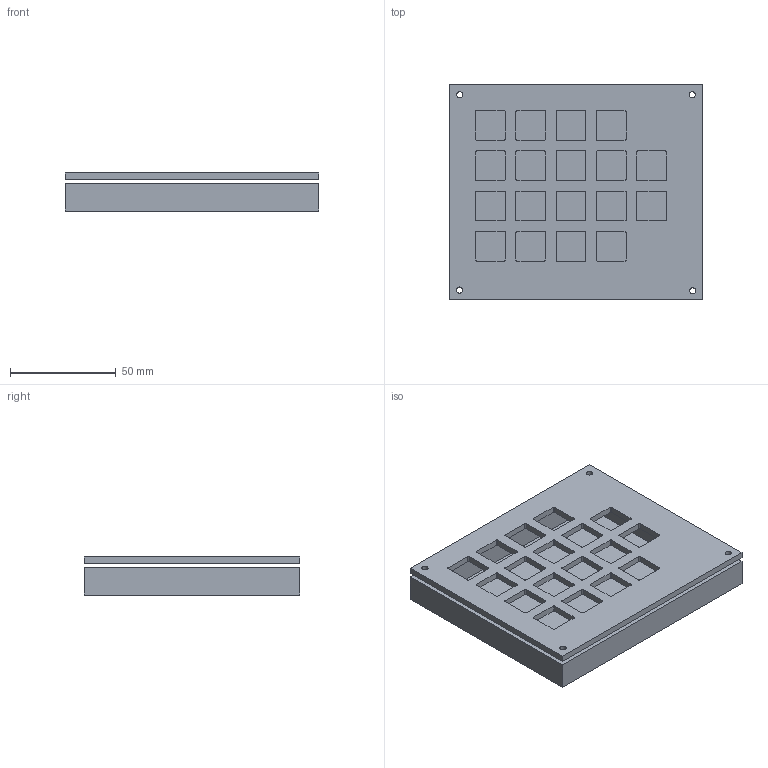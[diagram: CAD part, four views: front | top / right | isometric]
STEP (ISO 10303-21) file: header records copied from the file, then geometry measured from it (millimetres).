
FILE_DESCRIPTION(/* description */ (''),/* implementation_level */ '2;1');
FILE_NAME(/* name */ 'full case.step',/* time_stamp */ '2024-10-05T17:39:01-04:00',/* author */ (''),/* organization */ (''),/* preprocessor_version */ 'ST-DEVELOPER v20',/* originating_system */ 'Autodesk Translation Framework v13.20.0.188',/* authorisation */ '');
FILE_SCHEMA (('AUTOMOTIVE_DESIGN { 1 0 10303 214 3 1 1 }'));
Length unit declared in the file: millimetre
Products named in the file (1): 0xBB case
Bounding box: 120 x 102 x 18 mm (x, y, z)
Volume: 102408.1 mm3; surface area: 56307.2 mm2
Topology: 2 solids, 2 shells, 173 faces, 507 edges, 338 vertices
Faces by surface type: plane 93, cylinder 80
Full cylindrical faces by diameter (mm): 2.9 x8
Entity records: 5921 total; most frequent: CARTESIAN_POINT 1019, DIRECTION 1015, ORIENTED_EDGE 1014, EDGE_CURVE 507, LINE 347, VECTOR 347, VERTEX_POINT 338, AXIS2_PLACEMENT_3D 334
